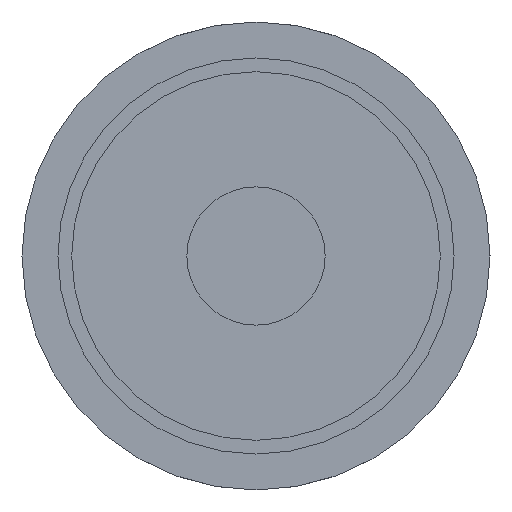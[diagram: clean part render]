
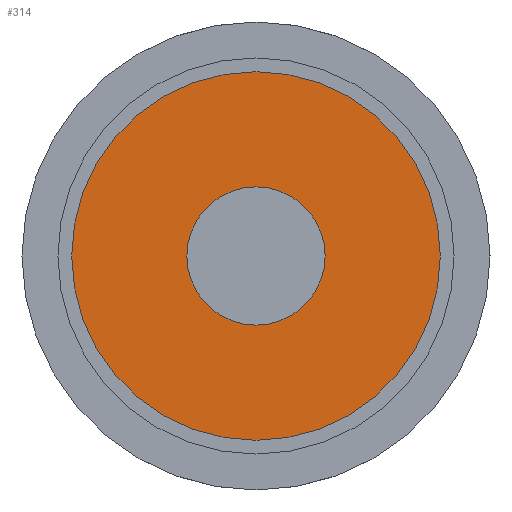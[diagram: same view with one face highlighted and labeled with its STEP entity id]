
A CAD part, left-side view. The second image highlights one B-rep face of the part: STEP entity #314.
In plain terms, the highlighted planar face has unit normal (-1, 0, 0).
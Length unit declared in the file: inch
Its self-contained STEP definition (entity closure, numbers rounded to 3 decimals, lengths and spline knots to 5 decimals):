
#7 = DIRECTION ( 'NONE',  ( 1., 0., 0. ) ) ;
#25 = CIRCLE ( 'NONE', #87, 0.02955 ) ;
#87 = AXIS2_PLACEMENT_3D ( 'NONE', #310, #7, #419 ) ;
#106 = AXIS2_PLACEMENT_3D ( 'NONE', #248, #407, #300 ) ;
#150 = EDGE_CURVE ( 'NONE', #273, #273, #252, .T. ) ;
#212 = ORIENTED_EDGE ( 'NONE', *, *, #316, .T. ) ;
#222 = AXIS2_PLACEMENT_3D ( 'NONE', #456, #464, #410 ) ;
#233 = CARTESIAN_POINT ( 'NONE',  ( 0.3937, 0., -0.02955 ) ) ;
#248 = CARTESIAN_POINT ( 'NONE',  ( 0.3937, 0., 0. ) ) ;
#252 = CIRCLE ( 'NONE', #106, 0.07875 ) ;
#273 = VERTEX_POINT ( 'NONE', #439 ) ;
#279 = ORIENTED_EDGE ( 'NONE', *, *, #150, .F. ) ;
#290 = EDGE_LOOP ( 'NONE', ( #279 ) ) ;
#300 = DIRECTION ( 'NONE',  ( 0., 0., -1. ) ) ;
#310 = CARTESIAN_POINT ( 'NONE',  ( 0.3937, 0., 0. ) ) ;
#314 = ADVANCED_FACE ( 'NONE', ( #417, #615 ), #409, .F. ) ;
#316 = EDGE_CURVE ( 'NONE', #469, #469, #25, .T. ) ;
#407 = DIRECTION ( 'NONE',  ( 1., 0., 0. ) ) ;
#409 = PLANE ( 'NONE',  #222 ) ;
#410 = DIRECTION ( 'NONE',  ( 0., 0., -1. ) ) ;
#417 = FACE_BOUND ( 'NONE', #493, .T. ) ;
#419 = DIRECTION ( 'NONE',  ( 0., 0., -1. ) ) ;
#439 = CARTESIAN_POINT ( 'NONE',  ( 0.3937, 0., -0.07875 ) ) ;
#456 = CARTESIAN_POINT ( 'NONE',  ( 0.3937, 0., 0. ) ) ;
#464 = DIRECTION ( 'NONE',  ( 1., 0., 0. ) ) ;
#469 = VERTEX_POINT ( 'NONE', #233 ) ;
#493 = EDGE_LOOP ( 'NONE', ( #212 ) ) ;
#615 = FACE_OUTER_BOUND ( 'NONE', #290, .T. ) ;
